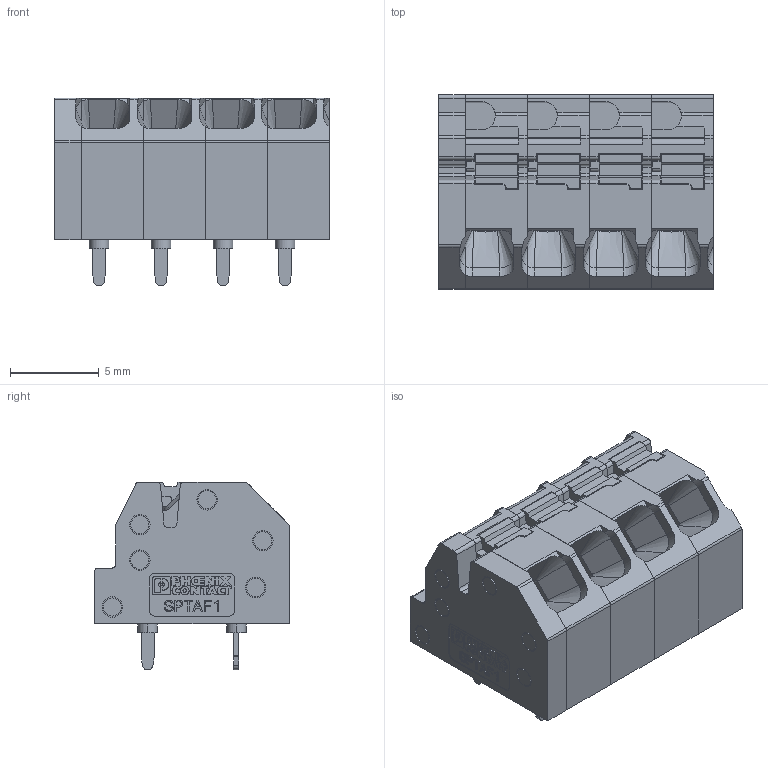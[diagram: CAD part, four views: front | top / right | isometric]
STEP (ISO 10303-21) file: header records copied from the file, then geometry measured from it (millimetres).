
FILE_DESCRIPTION(('STEP AP203'),'1');
FILE_NAME('1861959.stp','2022-03-01T10:11:27',('TraceParts'),('TraceParts S.A.'),'Spatial InterOp 3D',' ',' ');
FILE_SCHEMA(('CONFIG_CONTROL_DESIGN'));
Length unit declared in the file: millimetre
Products named in the file (1): 1
Bounding box: 15.5 x 11 x 10.6 mm (x, y, z)
Volume: 1021 mm3; surface area: 1987 mm2
Topology: 13 solids, 13 shells, 1345 faces, 3536 edges, 2277 vertices
Faces by surface type: plane 778, cylinder 407, torus 56, extrusion 33, bspline 30, sphere 29, cone 12
Entity records: 44667 total; most frequent: CARTESIAN_POINT 11157, ORIENTED_EDGE 7014, DIRECTION 6910, EDGE_CURVE 3507, VECTOR 2362, LINE 2329, VERTEX_POINT 2277, AXIS2_PLACEMENT_3D 2274
